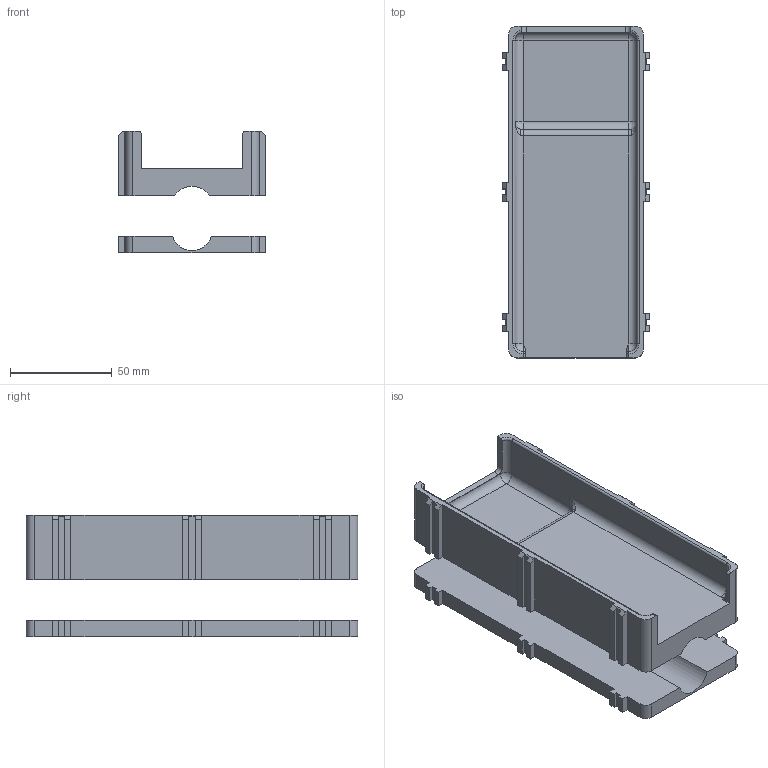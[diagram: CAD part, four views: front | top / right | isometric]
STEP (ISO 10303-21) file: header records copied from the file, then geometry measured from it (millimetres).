
FILE_DESCRIPTION(/* description */ (''),/* implementation_level */ '2;1');
FILE_NAME(/* name */ 'Radio holder v5.step',/* time_stamp */ '2020-12-08T19:36:02-08:00',/* author */ (''),/* organization */ (''),/* preprocessor_version */ 'ST-DEVELOPER v18.1',/* originating_system */ 'Autodesk Translation Framework v9.3.0.1241',/* authorisation */ '');
FILE_SCHEMA (('AUTOMOTIVE_DESIGN { 1 0 10303 214 3 1 1 }'));
Length unit declared in the file: millimetre
Products named in the file (1): Radio holder
Bounding box: 72 x 163 x 59.5 mm (x, y, z)
Volume: 212147.2 mm3; surface area: 68915.9 mm2
Topology: 2 solids, 2 shells, 176 faces, 484 edges, 310 vertices
Faces by surface type: plane 127, cylinder 31, sphere 8, torus 6, bspline 4
Entity records: 5634 total; most frequent: CARTESIAN_POINT 1115, ORIENTED_EDGE 964, DIRECTION 892, EDGE_CURVE 482, LINE 398, VECTOR 398, VERTEX_POINT 310, AXIS2_PLACEMENT_3D 247
